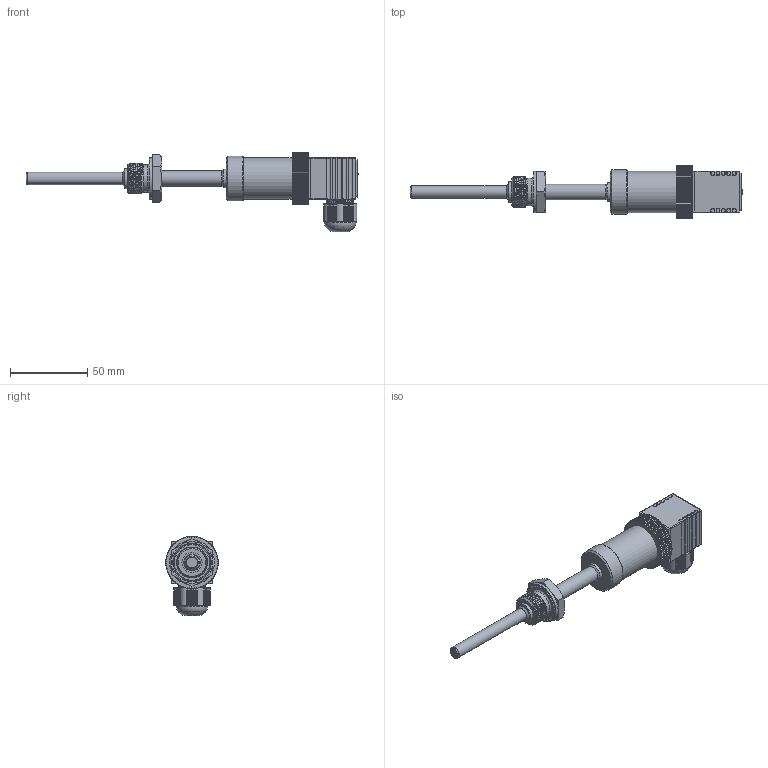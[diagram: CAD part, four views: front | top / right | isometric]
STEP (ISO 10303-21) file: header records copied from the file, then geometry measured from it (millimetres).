
FILE_DESCRIPTION(('STEP AP214'), '1');
FILE_NAME('ﾊﾓﾂﾔ.405210.006.N.042.ﾕ.ﾕﾕ.D.L.L1.ﾌZ ﾝﾑﾁ', '', ('UNSPECIFIED'), ('UNSPECIFIED'), 'C3D Converter', 'C3D Toolkit', '');
FILE_SCHEMA(('AUTOMOTIVE_DESIGN { 1 0 10303 214 3 1 1}'));
Length unit declared in the file: millimetre
Products named in the file (31): КУВФ.405210.006.N.042.Х.ХХ.D.L.L1.МZ ЭСБ; -01; КУВФ.301156.320.2623.D.L.L1.МZ; КУВФ.301121.410.6758.D.L.L1.МZ; КУВФ.711111.430.756; КУВФ.715241.430.3003.Lтр; Сварка 7 мм конец арм; Сварка 8 мм Треугольник большой; КУВФ.713751.430.3073.10; Сварка 10  - 12 Треугольник; КУВФ.715141.430.3066.45
Assembly tree (41 placements, depth 4):
  КУВФ.405210.006.N.042.Х.ХХ.D.L.L1.МZ ЭСБ
    (unnamed)
      (unnamed)
      -01
      (unnamed)  x3
      (unnamed)
      (unnamed)
      (unnamed)
    (unnamed)
      (unnamed)
      (unnamed)  x4
      (unnamed)  x4
      (unnamed)  x4
      (unnamed)
      (unnamed)
      (unnamed)
      (unnamed)
      (unnamed)
      (unnamed)
    КУВФ.301156.320.2623.D.L.L1.МZ
      КУВФ.301121.410.6758.D.L.L1.МZ
        КУВФ.711111.430.756
        (unnamed)
        (unnamed)
        КУВФ.715241.430.3003.Lтр
        Сварка 7 мм конец арм
        Сварка 8 мм Треугольник большой
        КУВФ.713751.430.3073.10
        Сварка 10  - 12 Треугольник
      КУВФ.715141.430.3066.45
      (unnamed)
Bounding box: 215.4 x 34 x 51.49 mm (x, y, z)
Volume: 45166.9 mm3; surface area: 53600.3 mm2
Topology: 37 solids, 37 shells, 1937 faces, 5280 edges, 3442 vertices
Faces by surface type: plane 1166, cylinder 613, torus 95, bspline 38, cone 21, sphere 4
Full cylindrical faces by diameter (mm): 1.25 x8, 3 x2, 3.183 x1, 3.322 x1, 4 x6, 4.8 x1, 5 x3, 6 x3, 6.5 x1, 6.6 x1, 6.8 x1, 7 x2, 7.5 x2, 8 x3, 8.917 x1, 9 x1, 9.5 x1, 9.9 x1, 10 x3, 10.2 x1, 10.3 x1, 10.5 x1, 12 x1, 13 x3, 16.2 x1, 17 x1, 17.8 x1, 21 x1, 21.5 x2, 22 x1
Entity records: 117145 total; most frequent: CARTESIAN_POINT 69922, ORIENTED_EDGE 8832, DIRECTION 8368, EDGE_CURVE 4416, VERTEX_POINT 2914, AXIS2_PLACEMENT_3D 2793, LINE 2782, VECTOR 2782
